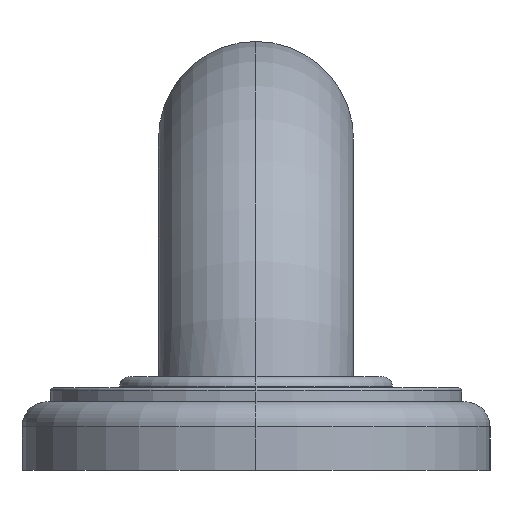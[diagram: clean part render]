
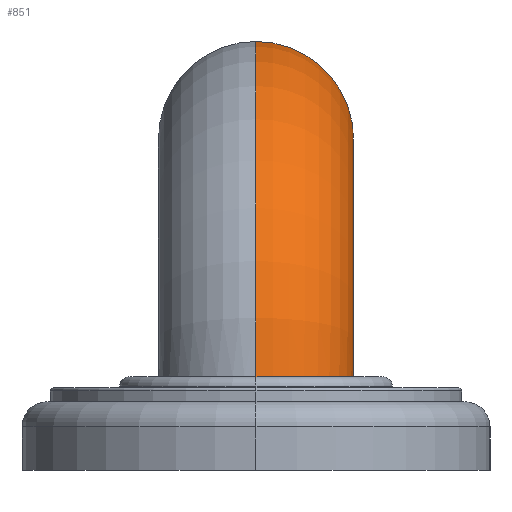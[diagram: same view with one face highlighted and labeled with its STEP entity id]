
A CAD part, left-side view. The second image highlights one B-rep face of the part: STEP entity #851.
In plain terms, the highlighted toroidal (fillet/blend) face has major radius 41.275 mm and minor radius 15.875 mm.
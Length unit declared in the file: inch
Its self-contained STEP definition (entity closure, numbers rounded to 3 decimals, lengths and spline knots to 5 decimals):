
#238=CARTESIAN_POINT('',(-10.375,0.,2.125));
#239=DIRECTION('',(1.,0.,0.));
#240=DIRECTION('',(0.,0.,1.));
#241=AXIS2_PLACEMENT_3D('',#238,#239,#240);
#247=CARTESIAN_POINT('',(-10.375,0.,0.5));
#248=DIRECTION('',(0.,1.,0.));
#249=DIRECTION('',(-0.999,0.,0.044));
#250=AXIS2_PLACEMENT_3D('',#247,#248,#249);
#252=CARTESIAN_POINT('',(-11.36999,0.,0.6));
#286=CARTESIAN_POINT('',(-12.62278,0.,0.6));
#288=CARTESIAN_POINT('',(-12.62278,0.,0.6));
#289=CARTESIAN_POINT('',(-12.62278,-0.02049,0.6));
#290=CARTESIAN_POINT('',(-12.62077,-0.06125,0.6));
#291=CARTESIAN_POINT('',(-12.61174,-0.12211,0.6));
#292=CARTESIAN_POINT('',(-12.59685,-0.18155,0.6));
#293=CARTESIAN_POINT('',(-12.5761,-0.23951,0.6));
#294=CARTESIAN_POINT('',(-12.54989,-0.2949,0.6));
#295=CARTESIAN_POINT('',(-12.51823,-0.3477,0.6));
#296=CARTESIAN_POINT('',(-12.48167,-0.39697,0.6));
#297=CARTESIAN_POINT('',(-12.44036,-0.44253,0.6));
#298=CARTESIAN_POINT('',(-12.39477,-0.48382,0.6));
#299=CARTESIAN_POINT('',(-12.34544,-0.52038,0.6));
#300=CARTESIAN_POINT('',(-12.29256,-0.55205,0.6));
#301=CARTESIAN_POINT('',(-12.23707,-0.57828,0.6));
#302=CARTESIAN_POINT('',(-12.17897,-0.59905,0.6));
#303=CARTESIAN_POINT('',(-12.11937,-0.61396,0.6));
#304=CARTESIAN_POINT('',(-12.05834,-0.623,0.6));
#305=CARTESIAN_POINT('',(-11.99682,-0.626,0.6));
#306=CARTESIAN_POINT('',(-11.9353,-0.62298,0.6));
#307=CARTESIAN_POINT('',(-11.87423,-0.61392,0.6));
#308=CARTESIAN_POINT('',(-11.81454,-0.59897,0.6));
#309=CARTESIAN_POINT('',(-11.75633,-0.57815,0.6));
#310=CARTESIAN_POINT('',(-11.70072,-0.55186,0.6));
#311=CARTESIAN_POINT('',(-11.6477,-0.52012,0.6));
#312=CARTESIAN_POINT('',(-11.59825,-0.48347,0.6));
#313=CARTESIAN_POINT('',(-11.55255,-0.4421,0.6));
#314=CARTESIAN_POINT('',(-11.51116,-0.39647,0.6));
#315=CARTESIAN_POINT('',(-11.47453,-0.34715,0.6));
#316=CARTESIAN_POINT('',(-11.44284,-0.29434,0.6));
#317=CARTESIAN_POINT('',(-11.41663,-0.23899,0.6));
#318=CARTESIAN_POINT('',(-11.39588,-0.18111,0.6));
#319=CARTESIAN_POINT('',(-11.38101,-0.12179,0.6));
#320=CARTESIAN_POINT('',(-11.37199,-0.06107,0.6));
#321=CARTESIAN_POINT('',(-11.36999,-0.02043,0.6));
#322=CARTESIAN_POINT('',(-11.36999,0.,0.6));
#468=CARTESIAN_POINT('',(-10.375,0.,0.5));
#469=DIRECTION('',(0.,1.,0.));
#470=DIRECTION('',(-0.995,0.,0.1));
#471=AXIS2_PLACEMENT_3D('',#468,#469,#470);
#554=CARTESIAN_POINT('',(-10.375,0.,1.5));
#555=CARTESIAN_POINT('',(-10.375,0.,2.75));
#556=VERTEX_POINT('',#554);
#557=VERTEX_POINT('',#555);
#564=VERTEX_POINT('',#252);
#565=VERTEX_POINT('',#286);
#837=CARTESIAN_POINT('',(-10.375,0.,0.5));
#838=DIRECTION('',(0.,1.,0.));
#839=DIRECTION('',(1.,0.,0.));
#840=AXIS2_PLACEMENT_3D('',#837,#838,#839);
#841=TOROIDAL_SURFACE('',#840,1.625,0.625);
#843=ORIENTED_EDGE('',*,*,#842,.F.);
#845=ORIENTED_EDGE('',*,*,#844,.T.);
#846=ORIENTED_EDGE('',*,*,#827,.T.);
#848=ORIENTED_EDGE('',*,*,#847,.F.);
#849=EDGE_LOOP('',(#843,#845,#846,#848));
#850=FACE_OUTER_BOUND('',#849,.F.);
#851=ADVANCED_FACE('',(#850),#841,.T.);
#242=CIRCLE('',#241,0.625);
#251=CIRCLE('',#250,2.25);
#323=B_SPLINE_CURVE_WITH_KNOTS('',3,(#288,#289,#290,#291,#292,#293,#294,#295,
#296,#297,#298,#299,#300,#301,#302,#303,#304,#305,#306,#307,#308,#309,#310,#311,
#312,#313,#314,#315,#316,#317,#318,#319,#320,#321,#322),.UNSPECIFIED.,.F.,.F.,
(4,1,1,1,1,1,1,1,1,1,1,1,1,1,1,1,1,1,1,1,1,1,1,1,1,1,1,1,1,1,1,1,4),(0.,
0.03125,0.0625,0.09375,0.125,0.15625,0.1875,0.21875,0.25,0.28125,
0.3125,0.34375,0.375,0.40625,0.4375,0.46875,0.5,0.53125,
0.5625,0.59375,0.625,0.65625,0.6875,0.71875,0.75,0.78125,
0.8125,0.84375,0.875,0.90625,0.9375,0.96875,1.),.UNSPECIFIED.);
#472=CIRCLE('',#471,1.);
#827=EDGE_CURVE('',#557,#556,#242,.T.);
#842=EDGE_CURVE('',#565,#564,#323,.T.);
#844=EDGE_CURVE('',#565,#557,#251,.T.);
#847=EDGE_CURVE('',#564,#556,#472,.T.);
